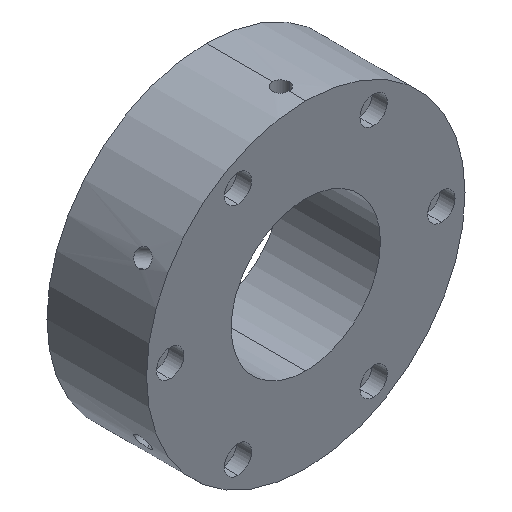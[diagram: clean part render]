
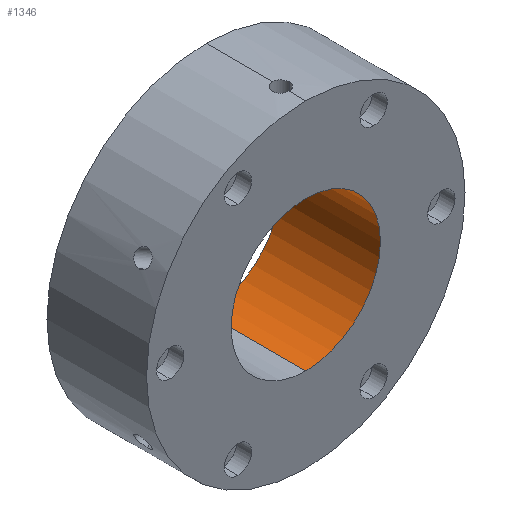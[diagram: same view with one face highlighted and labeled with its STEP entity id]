
A CAD part, isometric view. The second image highlights one B-rep face of the part: STEP entity #1346.
In plain terms, the highlighted cylindrical face has radius 15 mm (diameter 30 mm), a partial arc.
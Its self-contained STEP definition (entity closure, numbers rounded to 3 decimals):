
#8 = ORIENTED_EDGE ( 'NONE', *, *, #715, .T. ) ;
#16 = VERTEX_POINT ( 'NONE', #1800 ) ;
#35 = DIRECTION ( 'NONE',  ( 0., 1., 0. ) ) ;
#55 = LINE ( 'NONE', #781, #247 ) ;
#112 = EDGE_CURVE ( 'NONE', #1907, #16, #1371, .T. ) ;
#241 = DIRECTION ( 'NONE',  ( 0., 0., 1. ) ) ;
#247 = VECTOR ( 'NONE', #35, 1000. ) ;
#249 = DIRECTION ( 'NONE',  ( 0., 0., 1. ) ) ;
#377 = DIRECTION ( 'NONE',  ( 0., 1., 0. ) ) ;
#401 = CYLINDRICAL_SURFACE ( 'NONE', #1274, 15. ) ;
#454 = CIRCLE ( 'NONE', #491, 15. ) ;
#491 = AXIS2_PLACEMENT_3D ( 'NONE', #841, #2314, #249 ) ;
#627 = CARTESIAN_POINT ( 'NONE',  ( 0., 20., 15. ) ) ;
#715 = EDGE_CURVE ( 'NONE', #720, #2063, #454, .T. ) ;
#718 = LINE ( 'NONE', #1622, #1183 ) ;
#720 = VERTEX_POINT ( 'NONE', #627 ) ;
#781 = CARTESIAN_POINT ( 'NONE',  ( 0., 0., -15. ) ) ;
#794 = DIRECTION ( 'NONE',  ( 0., 0., 1. ) ) ;
#841 = CARTESIAN_POINT ( 'NONE',  ( 0., 20., 0. ) ) ;
#847 = ORIENTED_EDGE ( 'NONE', *, *, #2040, .F. ) ;
#1090 = ORIENTED_EDGE ( 'NONE', *, *, #112, .F. ) ;
#1183 = VECTOR ( 'NONE', #1246, 1000. ) ;
#1200 = EDGE_CURVE ( 'NONE', #1907, #720, #718, .T. ) ;
#1246 = DIRECTION ( 'NONE',  ( 0., 1., 0. ) ) ;
#1274 = AXIS2_PLACEMENT_3D ( 'NONE', #1328, #1350, #794 ) ;
#1328 = CARTESIAN_POINT ( 'NONE',  ( 0., 0., 0. ) ) ;
#1346 = ADVANCED_FACE ( 'NONE', ( #2071 ), #401, .F. ) ;
#1350 = DIRECTION ( 'NONE',  ( 0., 1., 0. ) ) ;
#1371 = CIRCLE ( 'NONE', #2048, 15. ) ;
#1621 = CARTESIAN_POINT ( 'NONE',  ( 0., 0., 15. ) ) ;
#1622 = CARTESIAN_POINT ( 'NONE',  ( 0., 0., 15. ) ) ;
#1669 = CARTESIAN_POINT ( 'NONE',  ( 0., 0., 0. ) ) ;
#1670 = CARTESIAN_POINT ( 'NONE',  ( 0., 20., -15. ) ) ;
#1800 = CARTESIAN_POINT ( 'NONE',  ( 0., 0., -15. ) ) ;
#1907 = VERTEX_POINT ( 'NONE', #1621 ) ;
#1999 = EDGE_LOOP ( 'NONE', ( #847, #1090, #2191, #8 ) ) ;
#2040 = EDGE_CURVE ( 'NONE', #16, #2063, #55, .T. ) ;
#2048 = AXIS2_PLACEMENT_3D ( 'NONE', #1669, #377, #241 ) ;
#2063 = VERTEX_POINT ( 'NONE', #1670 ) ;
#2071 = FACE_OUTER_BOUND ( 'NONE', #1999, .T. ) ;
#2191 = ORIENTED_EDGE ( 'NONE', *, *, #1200, .T. ) ;
#2314 = DIRECTION ( 'NONE',  ( 0., 1., 0. ) ) ;
